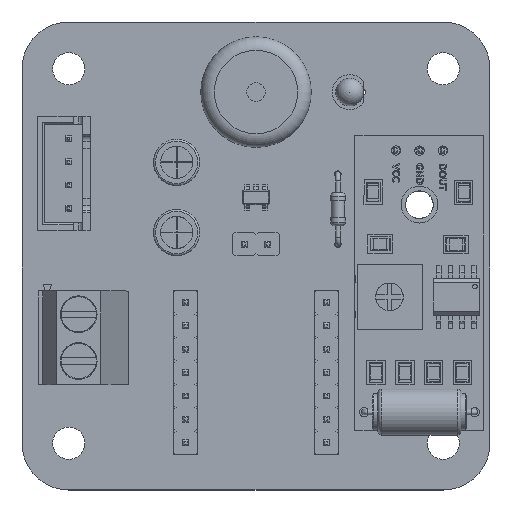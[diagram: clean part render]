
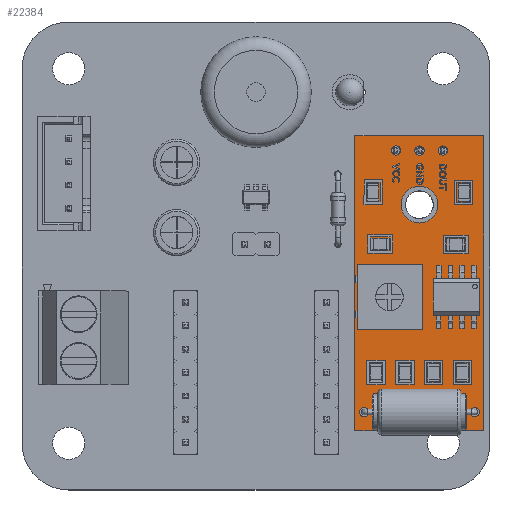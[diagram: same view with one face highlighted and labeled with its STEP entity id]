
A CAD part, top view. The second image highlights one B-rep face of the part: STEP entity #22384.
In plain terms, the highlighted planar face has unit normal (0, 0, 1).
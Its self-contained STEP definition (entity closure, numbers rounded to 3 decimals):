
#21931 = VERTEX_POINT('',#21932);
#21932 = CARTESIAN_POINT('',(-7.,16.,1.55));
#21938 = EDGE_CURVE('',#21931,#21939,#21941,.T.);
#21939 = VERTEX_POINT('',#21940);
#21940 = CARTESIAN_POINT('',(7.,16.,1.55));
#21941 = LINE('',#21942,#21943);
#21942 = CARTESIAN_POINT('',(-7.,16.,1.55));
#21943 = VECTOR('',#21944,1.);
#21944 = DIRECTION('',(1.,0.,0.));
#21969 = EDGE_CURVE('',#21939,#21970,#21972,.T.);
#21970 = VERTEX_POINT('',#21971);
#21971 = CARTESIAN_POINT('',(7.,-16.,1.55));
#21972 = LINE('',#21973,#21974);
#21973 = CARTESIAN_POINT('',(7.,16.,1.55));
#21974 = VECTOR('',#21975,1.);
#21975 = DIRECTION('',(0.,-1.,0.));
#22000 = EDGE_CURVE('',#21970,#22001,#22003,.T.);
#22001 = VERTEX_POINT('',#22002);
#22002 = CARTESIAN_POINT('',(-7.,-16.,1.55));
#22003 = LINE('',#22004,#22005);
#22004 = CARTESIAN_POINT('',(7.,-16.,1.55));
#22005 = VECTOR('',#22006,1.);
#22006 = DIRECTION('',(-1.,0.,0.));
#22031 = EDGE_CURVE('',#22001,#21931,#22032,.T.);
#22032 = LINE('',#22033,#22034);
#22033 = CARTESIAN_POINT('',(-7.,-16.,1.55));
#22034 = VECTOR('',#22035,1.);
#22035 = DIRECTION('',(0.,1.,0.));
#22053 = VERTEX_POINT('',#22054);
#22054 = CARTESIAN_POINT('',(-1.495,-8.495,1.55));
#22070 = EDGE_CURVE('',#22053,#22053,#22071,.T.);
#22071 = CIRCLE('',#22072,1.5);
#22072 = AXIS2_PLACEMENT_3D('',#22073,#22074,#22075);
#22073 = CARTESIAN_POINT('',(0.005,-8.495,1.55));
#22074 = DIRECTION('',(0.,0.,1.));
#22075 = DIRECTION('',(1.,0.,-0.));
#22086 = VERTEX_POINT('',#22087);
#22087 = CARTESIAN_POINT('',(-6.5,13.995,1.55));
#22103 = EDGE_CURVE('',#22086,#22086,#22104,.T.);
#22104 = CIRCLE('',#22105,0.5);
#22105 = AXIS2_PLACEMENT_3D('',#22106,#22107,#22108);
#22106 = CARTESIAN_POINT('',(-6.,13.995,1.55));
#22107 = DIRECTION('',(0.,0.,1.));
#22108 = DIRECTION('',(1.,0.,-0.));
#22119 = VERTEX_POINT('',#22120);
#22120 = CARTESIAN_POINT('',(5.5,13.995,1.55));
#22136 = EDGE_CURVE('',#22119,#22119,#22137,.T.);
#22137 = CIRCLE('',#22138,0.5);
#22138 = AXIS2_PLACEMENT_3D('',#22139,#22140,#22141);
#22139 = CARTESIAN_POINT('',(6.,13.995,1.55));
#22140 = DIRECTION('',(0.,0.,1.));
#22141 = DIRECTION('',(1.,0.,-0.));
#22152 = VERTEX_POINT('',#22153);
#22153 = CARTESIAN_POINT('',(-0.51,-14.388,1.55));
#22169 = EDGE_CURVE('',#22152,#22152,#22170,.T.);
#22170 = CIRCLE('',#22171,0.5);
#22171 = AXIS2_PLACEMENT_3D('',#22172,#22173,#22174);
#22172 = CARTESIAN_POINT('',(-0.01,-14.388,1.55));
#22173 = DIRECTION('',(0.,0.,1.));
#22174 = DIRECTION('',(1.,0.,-0.));
#22185 = VERTEX_POINT('',#22186);
#22186 = CARTESIAN_POINT('',(2.03,-14.401,1.55));
#22202 = EDGE_CURVE('',#22185,#22185,#22203,.T.);
#22203 = CIRCLE('',#22204,0.5);
#22204 = AXIS2_PLACEMENT_3D('',#22205,#22206,#22207);
#22205 = CARTESIAN_POINT('',(2.53,-14.401,1.55));
#22206 = DIRECTION('',(0.,0.,1.));
#22207 = DIRECTION('',(1.,0.,-0.));
#22218 = VERTEX_POINT('',#22219);
#22219 = CARTESIAN_POINT('',(-3.05,-14.392,1.55));
#22235 = EDGE_CURVE('',#22218,#22218,#22236,.T.);
#22236 = CIRCLE('',#22237,0.5);
#22237 = AXIS2_PLACEMENT_3D('',#22238,#22239,#22240);
#22238 = CARTESIAN_POINT('',(-2.55,-14.392,1.55));
#22239 = DIRECTION('',(0.,0.,1.));
#22240 = DIRECTION('',(1.,0.,-0.));
#22251 = VERTEX_POINT('',#22252);
#22252 = CARTESIAN_POINT('',(1.782,1.508,1.55));
#22268 = EDGE_CURVE('',#22251,#22251,#22269,.T.);
#22269 = CIRCLE('',#22270,0.45);
#22270 = AXIS2_PLACEMENT_3D('',#22271,#22272,#22273);
#22271 = CARTESIAN_POINT('',(2.232,1.508,1.55));
#22272 = DIRECTION('',(0.,0.,1.));
#22273 = DIRECTION('',(1.,0.,-0.));
#22284 = VERTEX_POINT('',#22285);
#22285 = CARTESIAN_POINT('',(3.73,-0.161,1.55));
#22301 = EDGE_CURVE('',#22284,#22284,#22302,.T.);
#22302 = CIRCLE('',#22303,0.45);
#22303 = AXIS2_PLACEMENT_3D('',#22304,#22305,#22306);
#22304 = CARTESIAN_POINT('',(4.18,-0.161,1.55));
#22305 = DIRECTION('',(0.,0.,1.));
#22306 = DIRECTION('',(1.,0.,-0.));
#22317 = VERTEX_POINT('',#22318);
#22318 = CARTESIAN_POINT('',(3.736,3.15,1.55));
#22334 = EDGE_CURVE('',#22317,#22317,#22335,.T.);
#22335 = CIRCLE('',#22336,0.45);
#22336 = AXIS2_PLACEMENT_3D('',#22337,#22338,#22339);
#22337 = CARTESIAN_POINT('',(4.186,3.15,1.55));
#22338 = DIRECTION('',(0.,0.,1.));
#22339 = DIRECTION('',(1.,0.,-0.));
#22384 = ADVANCED_FACE('',(#22385,#22391,#22394,#22397,#22400,#22403,
    #22406,#22409,#22412,#22415),#22418,.T.);
#22385 = FACE_BOUND('',#22386,.T.);
#22386 = EDGE_LOOP('',(#22387,#22388,#22389,#22390));
#22387 = ORIENTED_EDGE('',*,*,#21938,.F.);
#22388 = ORIENTED_EDGE('',*,*,#22031,.F.);
#22389 = ORIENTED_EDGE('',*,*,#22000,.F.);
#22390 = ORIENTED_EDGE('',*,*,#21969,.F.);
#22391 = FACE_BOUND('',#22392,.T.);
#22392 = EDGE_LOOP('',(#22393));
#22393 = ORIENTED_EDGE('',*,*,#22070,.F.);
#22394 = FACE_BOUND('',#22395,.T.);
#22395 = EDGE_LOOP('',(#22396));
#22396 = ORIENTED_EDGE('',*,*,#22103,.F.);
#22397 = FACE_BOUND('',#22398,.T.);
#22398 = EDGE_LOOP('',(#22399));
#22399 = ORIENTED_EDGE('',*,*,#22136,.F.);
#22400 = FACE_BOUND('',#22401,.T.);
#22401 = EDGE_LOOP('',(#22402));
#22402 = ORIENTED_EDGE('',*,*,#22169,.F.);
#22403 = FACE_BOUND('',#22404,.T.);
#22404 = EDGE_LOOP('',(#22405));
#22405 = ORIENTED_EDGE('',*,*,#22202,.F.);
#22406 = FACE_BOUND('',#22407,.T.);
#22407 = EDGE_LOOP('',(#22408));
#22408 = ORIENTED_EDGE('',*,*,#22235,.F.);
#22409 = FACE_BOUND('',#22410,.T.);
#22410 = EDGE_LOOP('',(#22411));
#22411 = ORIENTED_EDGE('',*,*,#22268,.F.);
#22412 = FACE_BOUND('',#22413,.T.);
#22413 = EDGE_LOOP('',(#22414));
#22414 = ORIENTED_EDGE('',*,*,#22301,.F.);
#22415 = FACE_BOUND('',#22416,.T.);
#22416 = EDGE_LOOP('',(#22417));
#22417 = ORIENTED_EDGE('',*,*,#22334,.F.);
#22418 = PLANE('',#22419);
#22419 = AXIS2_PLACEMENT_3D('',#22420,#22421,#22422);
#22420 = CARTESIAN_POINT('',(-7.,16.,1.55));
#22421 = DIRECTION('',(0.,0.,1.));
#22422 = DIRECTION('',(1.,0.,-0.));
